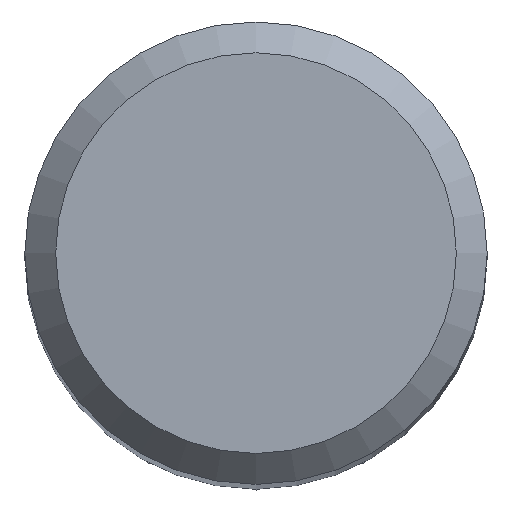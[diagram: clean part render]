
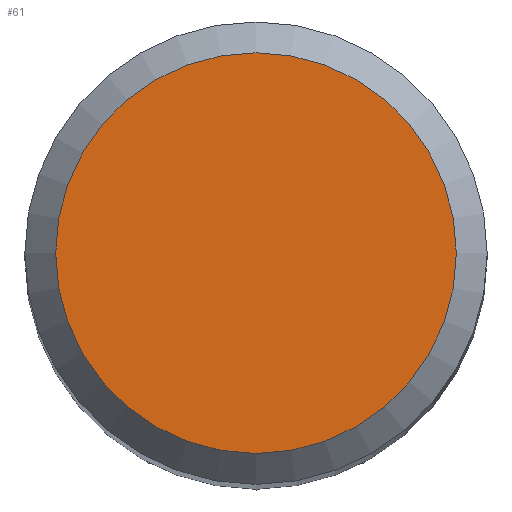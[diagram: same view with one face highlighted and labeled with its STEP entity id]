
A CAD part, top view. The second image highlights one B-rep face of the part: STEP entity #61.
In plain terms, the highlighted planar face has unit normal (0, 0, 1).
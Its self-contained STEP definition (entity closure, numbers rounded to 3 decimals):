
#43=PLANE('',#242);
#47=FACE_OUTER_BOUND('',#104,.T.);
#61=ADVANCED_FACE('',(#47),#43,.F.);
#104=EDGE_LOOP('',(#130));
#130=ORIENTED_EDGE('',*,*,#167,.T.);
#154=VERTEX_POINT('',#358);
#167=EDGE_CURVE('',#154,#154,#180,.T.);
#180=CIRCLE('',#241,2.6);
#241=AXIS2_PLACEMENT_3D('',#357,#283,#284);
#242=AXIS2_PLACEMENT_3D('',#359,#285,#286);
#283=DIRECTION('',(0.,0.,1.));
#284=DIRECTION('',(-1.,0.,0.));
#285=DIRECTION('',(0.,0.,-1.));
#286=DIRECTION('',(-1.,0.,0.));
#357=CARTESIAN_POINT('',(0.,0.,0.));
#358=CARTESIAN_POINT('',(-2.6,0.,0.));
#359=CARTESIAN_POINT('',(0.,3.,0.));
